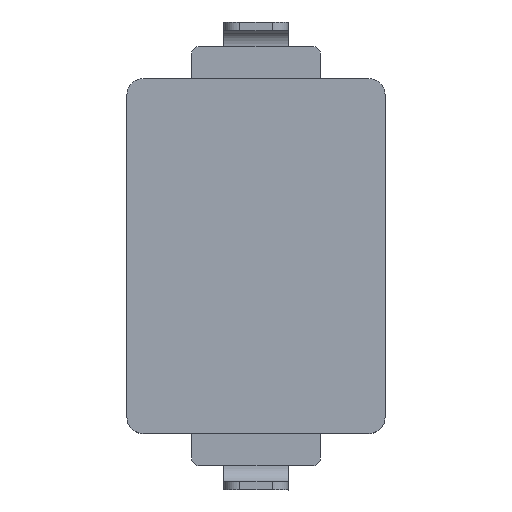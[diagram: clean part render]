
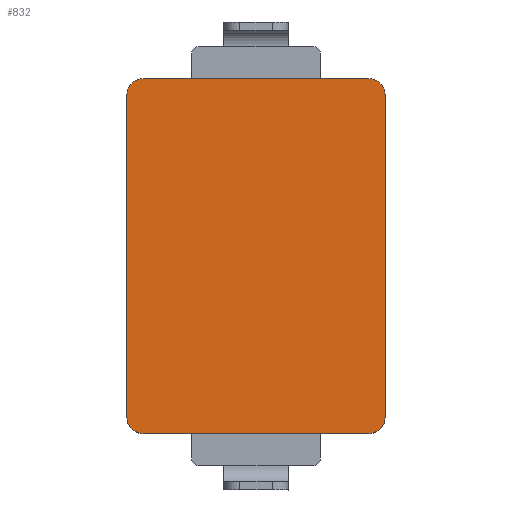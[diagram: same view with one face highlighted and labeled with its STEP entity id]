
A CAD part, top view. The second image highlights one B-rep face of the part: STEP entity #832.
In plain terms, the highlighted planar face has unit normal (0, 0, 1).
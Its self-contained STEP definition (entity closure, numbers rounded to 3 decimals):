
#24=PLANE('',#909);
#57=LINE('',#1283,#139);
#60=LINE('',#1289,#142);
#61=LINE('',#1293,#143);
#62=LINE('',#1297,#144);
#139=VECTOR('',#1023,10.);
#142=VECTOR('',#1028,10.);
#143=VECTOR('',#1031,10.);
#144=VECTOR('',#1034,10.);
#242=FACE_OUTER_BOUND('',#294,.T.);
#294=EDGE_LOOP('',(#607,#608,#609,#610,#611,#612,#613,#614));
#348=CIRCLE('',#907,0.5);
#349=CIRCLE('',#910,0.5);
#350=CIRCLE('',#911,0.5);
#351=CIRCLE('',#912,0.5);
#388=VERTEX_POINT('',#1276);
#389=VERTEX_POINT('',#1278);
#390=VERTEX_POINT('',#1282);
#392=VERTEX_POINT('',#1288);
#393=VERTEX_POINT('',#1290);
#394=VERTEX_POINT('',#1292);
#395=VERTEX_POINT('',#1294);
#396=VERTEX_POINT('',#1296);
#470=EDGE_CURVE('',#388,#389,#348,.T.);
#472=EDGE_CURVE('',#389,#390,#57,.T.);
#475=EDGE_CURVE('',#392,#388,#60,.T.);
#476=EDGE_CURVE('',#393,#392,#349,.T.);
#477=EDGE_CURVE('',#394,#393,#61,.T.);
#478=EDGE_CURVE('',#395,#394,#350,.T.);
#479=EDGE_CURVE('',#396,#395,#62,.T.);
#480=EDGE_CURVE('',#390,#396,#351,.T.);
#607=ORIENTED_EDGE('',*,*,#470,.F.);
#608=ORIENTED_EDGE('',*,*,#475,.F.);
#609=ORIENTED_EDGE('',*,*,#476,.F.);
#610=ORIENTED_EDGE('',*,*,#477,.F.);
#611=ORIENTED_EDGE('',*,*,#478,.F.);
#612=ORIENTED_EDGE('',*,*,#479,.F.);
#613=ORIENTED_EDGE('',*,*,#480,.F.);
#614=ORIENTED_EDGE('',*,*,#472,.F.);
#832=ADVANCED_FACE('',(#242),#24,.F.);
#907=AXIS2_PLACEMENT_3D('',#1279,#1018,#1019);
#909=AXIS2_PLACEMENT_3D('',#1287,#1026,#1027);
#910=AXIS2_PLACEMENT_3D('',#1291,#1029,#1030);
#911=AXIS2_PLACEMENT_3D('',#1295,#1032,#1033);
#912=AXIS2_PLACEMENT_3D('',#1298,#1035,#1036);
#1018=DIRECTION('center_axis',(0.,0.,
-1.));
#1019=DIRECTION('ref_axis',(0.707,0.707,0.));
#1023=DIRECTION('',(0.,-1.,0.));
#1026=DIRECTION('center_axis',(0.,0.,
-1.));
#1027=DIRECTION('ref_axis',(1.,0.,0.));
#1028=DIRECTION('',(1.,0.,0.));
#1029=DIRECTION('center_axis',(0.,0.,
-1.));
#1030=DIRECTION('ref_axis',(-0.707,0.707,0.));
#1031=DIRECTION('',(0.,1.,0.));
#1032=DIRECTION('center_axis',(0.,0.,
-1.));
#1033=DIRECTION('ref_axis',(-0.707,-0.707,0.));
#1034=DIRECTION('',(-1.,0.,0.));
#1035=DIRECTION('center_axis',(0.,0.,
-1.));
#1036=DIRECTION('ref_axis',(0.707,-0.707,0.));
#1276=CARTESIAN_POINT('',(-30.394,3.303,-12.2));
#1278=CARTESIAN_POINT('',(-29.894,2.803,-12.2));
#1279=CARTESIAN_POINT('Origin',(-30.394,2.803,-12.2));
#1282=CARTESIAN_POINT('',(-29.894,-7.197,-12.2));
#1283=CARTESIAN_POINT('',(-29.894,3.303,-12.2));
#1287=CARTESIAN_POINT('Origin',(-33.894,-2.197,-12.2));
#1288=CARTESIAN_POINT('',(-37.394,3.303,-12.2));
#1289=CARTESIAN_POINT('',(-37.894,3.303,-12.2));
#1290=CARTESIAN_POINT('',(-37.894,2.803,-12.2));
#1291=CARTESIAN_POINT('Origin',(-37.394,2.803,-12.2));
#1292=CARTESIAN_POINT('',(-37.894,-7.197,-12.2));
#1293=CARTESIAN_POINT('',(-37.894,-7.697,-12.2));
#1294=CARTESIAN_POINT('',(-37.394,-7.697,-12.2));
#1295=CARTESIAN_POINT('Origin',(-37.394,-7.197,-12.2));
#1296=CARTESIAN_POINT('',(-30.394,-7.697,-12.2));
#1297=CARTESIAN_POINT('',(-29.894,-7.697,-12.2));
#1298=CARTESIAN_POINT('Origin',(-30.394,-7.197,-12.2));
